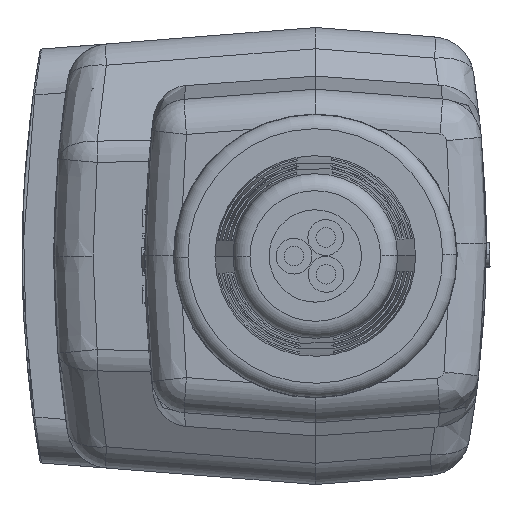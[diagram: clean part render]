
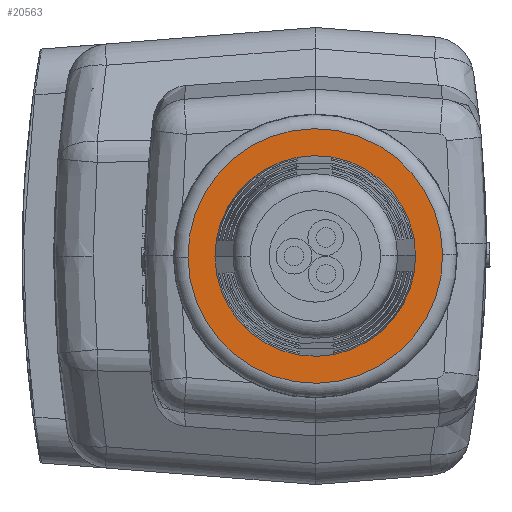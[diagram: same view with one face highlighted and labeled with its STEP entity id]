
A CAD part, left-side view. The second image highlights one B-rep face of the part: STEP entity #20563.
In plain terms, the highlighted planar face has unit normal (-1, 0, 0).
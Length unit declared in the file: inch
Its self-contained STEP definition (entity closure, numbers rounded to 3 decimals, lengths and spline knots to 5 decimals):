
#2046 = CIRCLE ( 'NONE', #29181, 0.44802 ) ;
#2515 = DIRECTION ( 'NONE',  ( 0., -1., 0.009 ) ) ;
#3557 = AXIS2_PLACEMENT_3D ( 'NONE', #9667, #4515, #7399 ) ;
#4515 = DIRECTION ( 'NONE',  ( 1., 0., 0. ) ) ;
#5290 = CARTESIAN_POINT ( 'NONE',  ( -2.41723, -0.42605, 0.00391 ) ) ;
#5490 = CIRCLE ( 'NONE', #8386, 0.44802 ) ;
#7104 = PLANE ( 'NONE',  #10744 ) ;
#7399 = DIRECTION ( 'NONE',  ( 0., -1., 0.009 ) ) ;
#8386 = AXIS2_PLACEMENT_3D ( 'NONE', #15715, #26937, #15408 ) ;
#8896 = EDGE_CURVE ( 'NONE', #24369, #25708, #2046, .T. ) ;
#9581 = CARTESIAN_POINT ( 'NONE',  ( -2.41723, 0.37489, -0.00308 ) ) ;
#9667 = CARTESIAN_POINT ( 'NONE',  ( -2.41723, 0.02195, 0. ) ) ;
#9814 = DIRECTION ( 'NONE',  ( 0., -1., 0.009 ) ) ;
#10397 = DIRECTION ( 'NONE',  ( -1., 0., 0. ) ) ;
#10744 = AXIS2_PLACEMENT_3D ( 'NONE', #18936, #21065, #9814 ) ;
#11213 = CARTESIAN_POINT ( 'NONE',  ( -2.41723, 0.46996, -0.00391 ) ) ;
#11646 = DIRECTION ( 'NONE',  ( 1., 0., 0. ) ) ;
#12176 = VERTEX_POINT ( 'NONE', #20504 ) ;
#12563 = CIRCLE ( 'NONE', #19849, 0.35295 ) ;
#13468 = FACE_OUTER_BOUND ( 'NONE', #22701, .T. ) ;
#14247 = EDGE_CURVE ( 'NONE', #25708, #24369, #5490, .T. ) ;
#15408 = DIRECTION ( 'NONE',  ( 0., -1., 0.009 ) ) ;
#15715 = CARTESIAN_POINT ( 'NONE',  ( -2.41723, 0.02195, 0. ) ) ;
#16216 = FACE_BOUND ( 'NONE', #28517, .T. ) ;
#17569 = ORIENTED_EDGE ( 'NONE', *, *, #8896, .T. ) ;
#17652 = CIRCLE ( 'NONE', #3557, 0.35295 ) ;
#18936 = CARTESIAN_POINT ( 'NONE',  ( -2.41723, 0.02195, 0. ) ) ;
#19183 = EDGE_CURVE ( 'NONE', #12176, #28452, #17652, .T. ) ;
#19849 = AXIS2_PLACEMENT_3D ( 'NONE', #25442, #11646, #2515 ) ;
#20504 = CARTESIAN_POINT ( 'NONE',  ( -2.41723, -0.33099, 0.00308 ) ) ;
#20563 = ADVANCED_FACE ( 'NONE', ( #13468, #16216 ), #7104, .F. ) ;
#21065 = DIRECTION ( 'NONE',  ( 1., 0., 0. ) ) ;
#21672 = CARTESIAN_POINT ( 'NONE',  ( -2.41723, 0.02195, 0. ) ) ;
#22701 = EDGE_LOOP ( 'NONE', ( #28095, #17569 ) ) ;
#22931 = EDGE_CURVE ( 'NONE', #28452, #12176, #12563, .T. ) ;
#23911 = DIRECTION ( 'NONE',  ( 0., -1., 0.009 ) ) ;
#24369 = VERTEX_POINT ( 'NONE', #11213 ) ;
#25442 = CARTESIAN_POINT ( 'NONE',  ( -2.41723, 0.02195, 0. ) ) ;
#25708 = VERTEX_POINT ( 'NONE', #5290 ) ;
#26937 = DIRECTION ( 'NONE',  ( -1., 0., 0. ) ) ;
#28095 = ORIENTED_EDGE ( 'NONE', *, *, #14247, .T. ) ;
#28143 = ORIENTED_EDGE ( 'NONE', *, *, #19183, .T. ) ;
#28452 = VERTEX_POINT ( 'NONE', #9581 ) ;
#28517 = EDGE_LOOP ( 'NONE', ( #28143, #29667 ) ) ;
#29181 = AXIS2_PLACEMENT_3D ( 'NONE', #21672, #10397, #23911 ) ;
#29667 = ORIENTED_EDGE ( 'NONE', *, *, #22931, .T. ) ;
